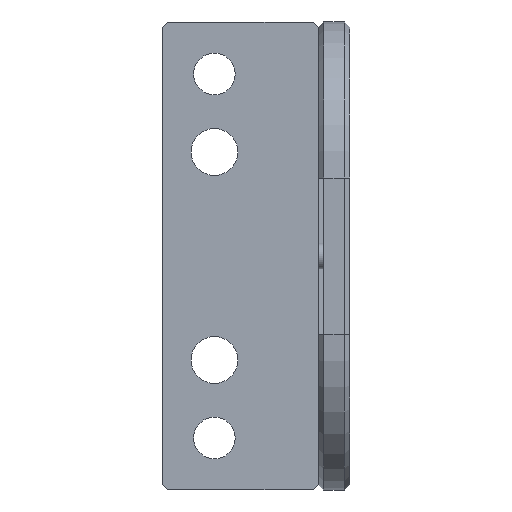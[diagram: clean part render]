
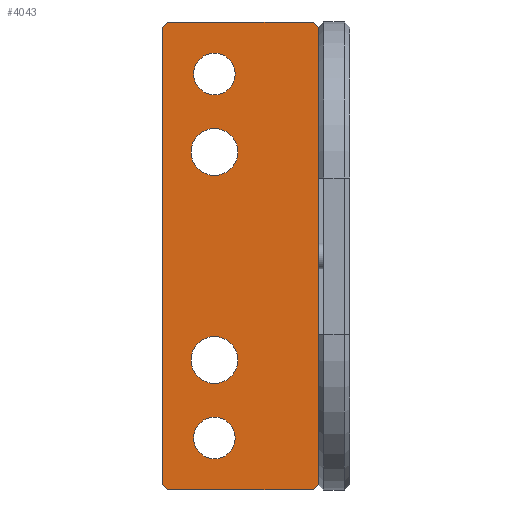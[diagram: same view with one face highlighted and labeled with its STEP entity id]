
A CAD part, front view. The second image highlights one B-rep face of the part: STEP entity #4043.
In plain terms, the highlighted planar face has unit normal (0, -1, 0).
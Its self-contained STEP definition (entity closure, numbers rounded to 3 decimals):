
#9 = CARTESIAN_POINT ( 'NONE',  ( -0.001, -40., 22.5 ) ) ;
#46 = DIRECTION ( 'NONE',  ( 0., 1., 0. ) ) ;
#103 = EDGE_CURVE ( 'NONE', #4773, #1133, #5243, .T. ) ;
#193 = LINE ( 'NONE', #1987, #5622 ) ;
#205 = DIRECTION ( 'NONE',  ( 1., 0., 0. ) ) ;
#218 = VECTOR ( 'NONE', #1066, 1000. ) ;
#255 = CARTESIAN_POINT ( 'NONE',  ( -14.501, -40., -22.5 ) ) ;
#276 = ORIENTED_EDGE ( 'NONE', *, *, #4140, .T. ) ;
#288 = CARTESIAN_POINT ( 'NONE',  ( -10.001, -40., -10. ) ) ;
#294 = ORIENTED_EDGE ( 'NONE', *, *, #3753, .T. ) ;
#319 = VERTEX_POINT ( 'NONE', #348 ) ;
#325 = DIRECTION ( 'NONE',  ( 0., 1., 0. ) ) ;
#336 = EDGE_CURVE ( 'NONE', #3109, #4604, #1304, .T. ) ;
#348 = CARTESIAN_POINT ( 'NONE',  ( -12.251, -40., -10. ) ) ;
#425 = ORIENTED_EDGE ( 'NONE', *, *, #1849, .T. ) ;
#428 = ORIENTED_EDGE ( 'NONE', *, *, #894, .T. ) ;
#475 = CARTESIAN_POINT ( 'NONE',  ( -10.001, -40., -17.5 ) ) ;
#557 = CARTESIAN_POINT ( 'NONE',  ( -0.501, -40., 22.5 ) ) ;
#585 = CIRCLE ( 'NONE', #2425, 2. ) ;
#646 = LINE ( 'NONE', #1934, #755 ) ;
#737 = CIRCLE ( 'NONE', #2192, 2.25 ) ;
#755 = VECTOR ( 'NONE', #3694, 1000. ) ;
#775 = VERTEX_POINT ( 'NONE', #5318 ) ;
#833 = CIRCLE ( 'NONE', #4066, 2.25 ) ;
#871 = AXIS2_PLACEMENT_3D ( 'NONE', #3978, #4767, #5661 ) ;
#894 = EDGE_CURVE ( 'NONE', #2080, #4301, #4477, .T. ) ;
#896 = FACE_BOUND ( 'NONE', #3463, .T. ) ;
#937 = AXIS2_PLACEMENT_3D ( 'NONE', #1320, #325, #4744 ) ;
#1000 = DIRECTION ( 'NONE',  ( 1., 0., 0. ) ) ;
#1013 = EDGE_CURVE ( 'NONE', #5219, #4095, #5177, .T. ) ;
#1066 = DIRECTION ( 'NONE',  ( 0., 0., 1. ) ) ;
#1133 = VERTEX_POINT ( 'NONE', #5649 ) ;
#1157 = EDGE_LOOP ( 'NONE', ( #425, #3187 ) ) ;
#1237 = CARTESIAN_POINT ( 'NONE',  ( -10.001, -40., -10. ) ) ;
#1304 = CIRCLE ( 'NONE', #5455, 2.25 ) ;
#1317 = CARTESIAN_POINT ( 'NONE',  ( -8.001, -40., -17.5 ) ) ;
#1320 = CARTESIAN_POINT ( 'NONE',  ( -15.001, -40., 22.5 ) ) ;
#1350 = ORIENTED_EDGE ( 'NONE', *, *, #3097, .F. ) ;
#1545 = EDGE_LOOP ( 'NONE', ( #1972, #5098 ) ) ;
#1577 = CARTESIAN_POINT ( 'NONE',  ( -10.001, -40., 10. ) ) ;
#1692 = DIRECTION ( 'NONE',  ( 0., 1., 0. ) ) ;
#1750 = LINE ( 'NONE', #3867, #5258 ) ;
#1783 = DIRECTION ( 'NONE',  ( -1., 0., 0. ) ) ;
#1849 = EDGE_CURVE ( 'NONE', #319, #2178, #737, .T. ) ;
#1934 = CARTESIAN_POINT ( 'NONE',  ( -15.001, -40., 22. ) ) ;
#1938 = VECTOR ( 'NONE', #1000, 1000. ) ;
#1972 = ORIENTED_EDGE ( 'NONE', *, *, #336, .T. ) ;
#1987 = CARTESIAN_POINT ( 'NONE',  ( -15.001, -40., 22.5 ) ) ;
#2029 = CARTESIAN_POINT ( 'NONE',  ( -12.001, -40., -17.5 ) ) ;
#2032 = DIRECTION ( 'NONE',  ( -1., 0., 0. ) ) ;
#2039 = DIRECTION ( 'NONE',  ( 0., 0., 1. ) ) ;
#2062 = ORIENTED_EDGE ( 'NONE', *, *, #1013, .T. ) ;
#2064 = AXIS2_PLACEMENT_3D ( 'NONE', #475, #5276, #4897 ) ;
#2069 = CARTESIAN_POINT ( 'NONE',  ( -12.001, -40., 17.5 ) ) ;
#2080 = VERTEX_POINT ( 'NONE', #255 ) ;
#2127 = AXIS2_PLACEMENT_3D ( 'NONE', #1577, #4219, #3280 ) ;
#2143 = CARTESIAN_POINT ( 'NONE',  ( -7.751, -40., 10. ) ) ;
#2165 = CARTESIAN_POINT ( 'NONE',  ( -0.501, -40., -22.5 ) ) ;
#2178 = VERTEX_POINT ( 'NONE', #3494 ) ;
#2192 = AXIS2_PLACEMENT_3D ( 'NONE', #288, #3326, #2032 ) ;
#2206 = LINE ( 'NONE', #2293, #1938 ) ;
#2260 = CARTESIAN_POINT ( 'NONE',  ( -10.001, -40., 17.5 ) ) ;
#2293 = CARTESIAN_POINT ( 'NONE',  ( -15.001, -40., 22.5 ) ) ;
#2297 = CARTESIAN_POINT ( 'NONE',  ( -10.001, -40., 17.5 ) ) ;
#2321 = CARTESIAN_POINT ( 'NONE',  ( -14.501, -40., 22.5 ) ) ;
#2345 = ORIENTED_EDGE ( 'NONE', *, *, #3935, .F. ) ;
#2378 = CARTESIAN_POINT ( 'NONE',  ( -15.001, -40., 22. ) ) ;
#2425 = AXIS2_PLACEMENT_3D ( 'NONE', #2297, #46, #1783 ) ;
#2536 = LINE ( 'NONE', #2165, #4911 ) ;
#2620 = ORIENTED_EDGE ( 'NONE', *, *, #4537, .T. ) ;
#2641 = EDGE_CURVE ( 'NONE', #2178, #319, #833, .T. ) ;
#2688 = AXIS2_PLACEMENT_3D ( 'NONE', #2260, #3342, #4093 ) ;
#2776 = ORIENTED_EDGE ( 'NONE', *, *, #103, .T. ) ;
#2884 = ORIENTED_EDGE ( 'NONE', *, *, #3966, .T. ) ;
#2959 = FACE_OUTER_BOUND ( 'NONE', #5663, .T. ) ;
#2987 = FACE_BOUND ( 'NONE', #4667, .T. ) ;
#3093 = VERTEX_POINT ( 'NONE', #1317 ) ;
#3097 = EDGE_CURVE ( 'NONE', #4390, #4280, #2206, .T. ) ;
#3109 = VERTEX_POINT ( 'NONE', #3598 ) ;
#3183 = VERTEX_POINT ( 'NONE', #2378 ) ;
#3187 = ORIENTED_EDGE ( 'NONE', *, *, #2641, .T. ) ;
#3205 = LINE ( 'NONE', #4986, #3346 ) ;
#3280 = DIRECTION ( 'NONE',  ( -1., 0., 0. ) ) ;
#3326 = DIRECTION ( 'NONE',  ( 0., 1., 0. ) ) ;
#3342 = DIRECTION ( 'NONE',  ( 0., 1., 0. ) ) ;
#3346 = VECTOR ( 'NONE', #4594, 1000. ) ;
#3425 = VECTOR ( 'NONE', #205, 1000. ) ;
#3450 = DIRECTION ( 'NONE',  ( -1., 0., 0. ) ) ;
#3463 = EDGE_LOOP ( 'NONE', ( #4313, #5327 ) ) ;
#3494 = CARTESIAN_POINT ( 'NONE',  ( -7.751, -40., -10. ) ) ;
#3598 = CARTESIAN_POINT ( 'NONE',  ( -12.251, -40., 10. ) ) ;
#3694 = DIRECTION ( 'NONE',  ( -0.707, 0., -0.707 ) ) ;
#3753 = EDGE_CURVE ( 'NONE', #4301, #4773, #2536, .T. ) ;
#3867 = CARTESIAN_POINT ( 'NONE',  ( -15.001, -40., -22. ) ) ;
#3877 = ORIENTED_EDGE ( 'NONE', *, *, #4283, .T. ) ;
#3905 = DIRECTION ( 'NONE',  ( 0., 1., 0. ) ) ;
#3932 = FACE_BOUND ( 'NONE', #1545, .T. ) ;
#3935 = EDGE_CURVE ( 'NONE', #775, #3183, #193, .T. ) ;
#3938 = EDGE_CURVE ( 'NONE', #4604, #3109, #4256, .T. ) ;
#3966 = EDGE_CURVE ( 'NONE', #4390, #3183, #646, .T. ) ;
#3978 = CARTESIAN_POINT ( 'NONE',  ( -10.001, -40., -17.5 ) ) ;
#4043 = ADVANCED_FACE ( 'NONE', ( #896, #2987, #5613, #3932, #2959 ), #5642, .F. ) ;
#4066 = AXIS2_PLACEMENT_3D ( 'NONE', #1237, #3905, #5589 ) ;
#4093 = DIRECTION ( 'NONE',  ( -1., 0., 0. ) ) ;
#4095 = VERTEX_POINT ( 'NONE', #2069 ) ;
#4140 = EDGE_CURVE ( 'NONE', #775, #2080, #1750, .T. ) ;
#4155 = CARTESIAN_POINT ( 'NONE',  ( -0.501, -40., -22.5 ) ) ;
#4219 = DIRECTION ( 'NONE',  ( 0., 1., 0. ) ) ;
#4256 = CIRCLE ( 'NONE', #2127, 2.25 ) ;
#4280 = VERTEX_POINT ( 'NONE', #557 ) ;
#4283 = EDGE_CURVE ( 'NONE', #4095, #5219, #585, .T. ) ;
#4301 = VERTEX_POINT ( 'NONE', #4155 ) ;
#4302 = CARTESIAN_POINT ( 'NONE',  ( -10.001, -40., 10. ) ) ;
#4306 = DIRECTION ( 'NONE',  ( 0.707, 0., -0.707 ) ) ;
#4312 = DIRECTION ( 'NONE',  ( 0.707, 0., 0.707 ) ) ;
#4313 = ORIENTED_EDGE ( 'NONE', *, *, #5635, .T. ) ;
#4380 = CIRCLE ( 'NONE', #871, 2. ) ;
#4390 = VERTEX_POINT ( 'NONE', #2321 ) ;
#4477 = LINE ( 'NONE', #5410, #3425 ) ;
#4537 = EDGE_CURVE ( 'NONE', #1133, #4280, #3205, .T. ) ;
#4585 = CIRCLE ( 'NONE', #2064, 2. ) ;
#4594 = DIRECTION ( 'NONE',  ( -0.707, 0., 0.707 ) ) ;
#4604 = VERTEX_POINT ( 'NONE', #2143 ) ;
#4667 = EDGE_LOOP ( 'NONE', ( #3877, #2062 ) ) ;
#4744 = DIRECTION ( 'NONE',  ( -1., 0., 0. ) ) ;
#4767 = DIRECTION ( 'NONE',  ( 0., 1., 0. ) ) ;
#4773 = VERTEX_POINT ( 'NONE', #4805 ) ;
#4805 = CARTESIAN_POINT ( 'NONE',  ( -0.001, -40., -22. ) ) ;
#4822 = CARTESIAN_POINT ( 'NONE',  ( -8.001, -40., 17.5 ) ) ;
#4897 = DIRECTION ( 'NONE',  ( -1., 0., 0. ) ) ;
#4911 = VECTOR ( 'NONE', #4312, 1000. ) ;
#4986 = CARTESIAN_POINT ( 'NONE',  ( -0.501, -40., 22.5 ) ) ;
#5098 = ORIENTED_EDGE ( 'NONE', *, *, #3938, .T. ) ;
#5177 = CIRCLE ( 'NONE', #2688, 2. ) ;
#5219 = VERTEX_POINT ( 'NONE', #4822 ) ;
#5243 = LINE ( 'NONE', #9, #218 ) ;
#5258 = VECTOR ( 'NONE', #4306, 1000. ) ;
#5276 = DIRECTION ( 'NONE',  ( 0., 1., 0. ) ) ;
#5305 = EDGE_CURVE ( 'NONE', #3093, #5497, #4585, .T. ) ;
#5318 = CARTESIAN_POINT ( 'NONE',  ( -15.001, -40., -22. ) ) ;
#5327 = ORIENTED_EDGE ( 'NONE', *, *, #5305, .T. ) ;
#5410 = CARTESIAN_POINT ( 'NONE',  ( -15.001, -40., -22.5 ) ) ;
#5455 = AXIS2_PLACEMENT_3D ( 'NONE', #4302, #1692, #3450 ) ;
#5497 = VERTEX_POINT ( 'NONE', #2029 ) ;
#5589 = DIRECTION ( 'NONE',  ( -1., 0., 0. ) ) ;
#5613 = FACE_BOUND ( 'NONE', #1157, .T. ) ;
#5622 = VECTOR ( 'NONE', #2039, 1000. ) ;
#5635 = EDGE_CURVE ( 'NONE', #5497, #3093, #4380, .T. ) ;
#5642 = PLANE ( 'NONE',  #937 ) ;
#5649 = CARTESIAN_POINT ( 'NONE',  ( -0.001, -40., 22. ) ) ;
#5661 = DIRECTION ( 'NONE',  ( -1., 0., 0. ) ) ;
#5663 = EDGE_LOOP ( 'NONE', ( #428, #294, #2776, #2620, #1350, #2884, #2345, #276 ) ) ;
